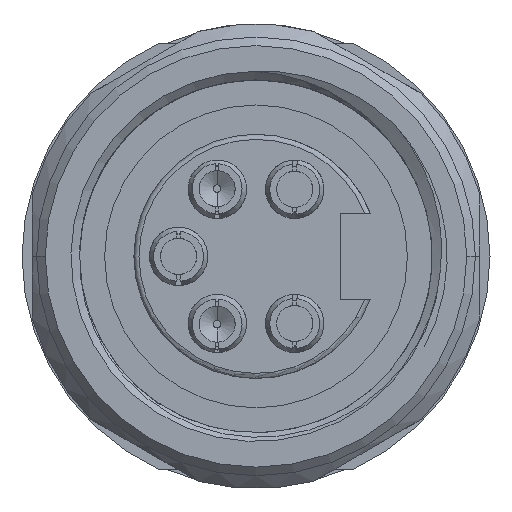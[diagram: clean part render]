
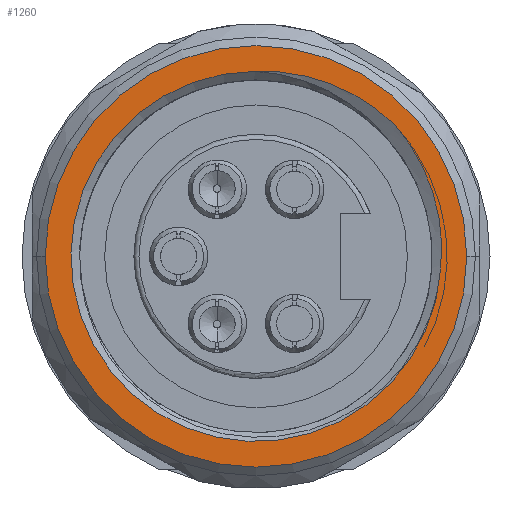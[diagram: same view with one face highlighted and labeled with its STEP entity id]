
A CAD part, left-side view. The second image highlights one B-rep face of the part: STEP entity #1260.
In plain terms, the highlighted planar face has unit normal (-1, 0, 0).
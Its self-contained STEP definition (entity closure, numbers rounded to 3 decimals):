
#158=B_SPLINE_CURVE_WITH_KNOTS('',3,(#7196,#7197,#7198,#7199),
 .UNSPECIFIED.,.F.,.F.,(4,4),(0.,1.),.UNSPECIFIED.);
#159=B_SPLINE_CURVE_WITH_KNOTS('',3,(#7346,#7347,#7348,#7349),
 .UNSPECIFIED.,.F.,.F.,(4,4),(0.,1.),.UNSPECIFIED.);
#464=PLANE('',#4801);
#1260=ADVANCED_FACE('',(#1607,#1608),#464,.F.);
#1607=FACE_BOUND('',#1675,.T.);
#1608=FACE_BOUND('',#1676,.T.);
#1675=EDGE_LOOP('',(#2019,#2020));
#1676=EDGE_LOOP('',(#2021,#2022,#2023));
#2019=ORIENTED_EDGE('',*,*,#3859,.F.);
#2020=ORIENTED_EDGE('',*,*,#3860,.T.);
#2021=ORIENTED_EDGE('',*,*,#3861,.T.);
#2022=ORIENTED_EDGE('',*,*,#3862,.T.);
#2023=ORIENTED_EDGE('',*,*,#3858,.T.);
#3388=VERTEX_POINT('',#7155);
#3390=VERTEX_POINT('',#7195);
#3391=VERTEX_POINT('',#7341);
#3392=VERTEX_POINT('',#7342);
#3393=VERTEX_POINT('',#7345);
#3858=EDGE_CURVE('',#3388,#3390,#158,.T.);
#3859=EDGE_CURVE('',#3391,#3392,#4519,.T.);
#3860=EDGE_CURVE('',#3391,#3392,#4520,.T.);
#3861=EDGE_CURVE('',#3390,#3393,#4521,.T.);
#3862=EDGE_CURVE('',#3393,#3388,#159,.T.);
#4519=CIRCLE('',#4798,12.25);
#4520=CIRCLE('',#4799,12.25);
#4521=CIRCLE('',#4800,10.755);
#4798=AXIS2_PLACEMENT_3D('',#7340,#5359,#5360);
#4799=AXIS2_PLACEMENT_3D('',#7343,#5361,#5362);
#4800=AXIS2_PLACEMENT_3D('',#7344,#5363,#5364);
#4801=AXIS2_PLACEMENT_3D('',#7350,#5365,#5366);
#5359=DIRECTION('',(1.,0.,0.));
#5360=DIRECTION('',(0.,1.,0.));
#5361=DIRECTION('',(-1.,0.,0.));
#5362=DIRECTION('',(0.,1.,0.));
#5363=DIRECTION('',(1.,0.,0.));
#5364=DIRECTION('',(0.,-0.998,-0.068));
#5365=DIRECTION('',(1.,0.,0.));
#5366=DIRECTION('',(0.,1.,0.));
#7155=CARTESIAN_POINT('',(-69.5,-8.099,7.613));
#7195=CARTESIAN_POINT('',(-69.5,-10.73,-0.732));
#7196=CARTESIAN_POINT('',(-69.5,-8.097,7.611));
#7197=CARTESIAN_POINT('',(-69.5,-10.079,5.332));
#7198=CARTESIAN_POINT('',(-69.5,-11.06,2.271));
#7199=CARTESIAN_POINT('',(-69.5,-10.73,-0.732));
#7340=CARTESIAN_POINT('',(-69.5,0.,0.));
#7341=CARTESIAN_POINT('',(-69.5,12.25,0.));
#7342=CARTESIAN_POINT('',(-69.5,-12.25,0.));
#7343=CARTESIAN_POINT('',(-69.5,0.,0.));
#7344=CARTESIAN_POINT('',(-69.5,0.,0.));
#7345=CARTESIAN_POINT('',(-69.5,0.068,10.755));
#7346=CARTESIAN_POINT('',(-69.5,0.068,10.751));
#7347=CARTESIAN_POINT('',(-69.5,-2.95,10.896));
#7348=CARTESIAN_POINT('',(-69.5,-5.944,9.729));
#7349=CARTESIAN_POINT('',(-69.5,-8.099,7.613));
#7350=CARTESIAN_POINT('',(-69.5,0.,0.));
